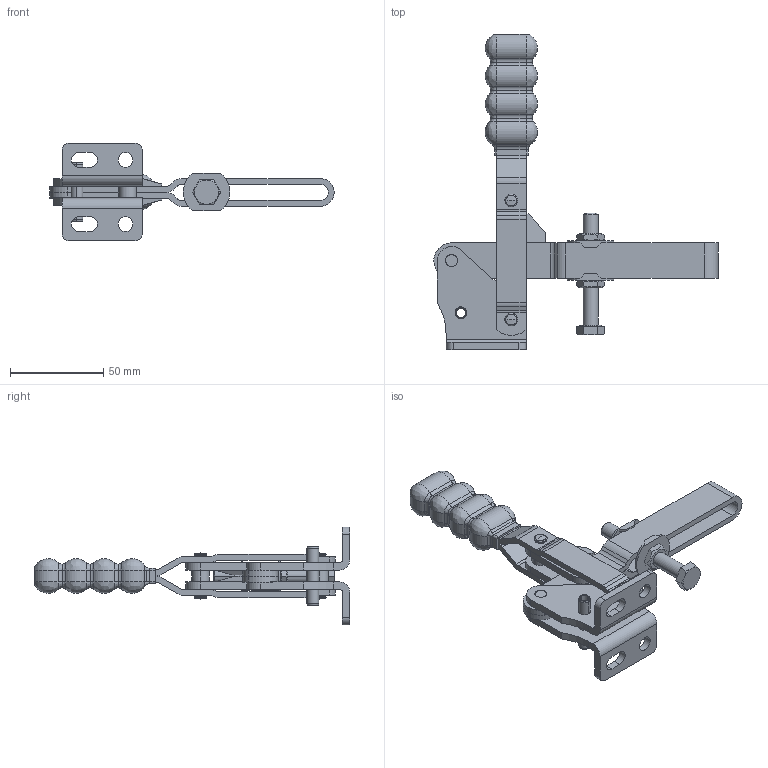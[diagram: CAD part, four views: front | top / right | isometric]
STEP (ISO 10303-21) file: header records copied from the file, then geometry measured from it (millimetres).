
FILE_DESCRIPTION((''),'2;1');
FILE_NAME('MG86UB.stp','2009-11-06T11:24:55',('David'),(''),'Autodesk Inventor 8','Autodesk Inventor 8','');
FILE_SCHEMA(('AUTOMOTIVE_DESIGN { 1 0 10303 214 1 1 1 1 }'));
Length unit declared in the file: millimetre
Products named in the file (7): MG86UB; MG86 B SIDEPLATE ASSEMBLY; MG86 HANDLE ASSEMBLY; MG86 LINK ASSEMBLY; MG86 SLIDER ASSEMBLY; MG86 U-BAR ASSEMBLY; ISO 4017  (Regular Thread) M8 x 60
Assembly tree (6 placements, depth 2):
  MG86UB
    MG86 B SIDEPLATE ASSEMBLY
    MG86 HANDLE ASSEMBLY
    MG86 LINK ASSEMBLY
    MG86 SLIDER ASSEMBLY
    MG86 U-BAR ASSEMBLY
    ISO 4017  (Regular Thread) M8 x 60
Bounding box: 152.41 x 169.19 x 52.5 mm (x, y, z)
Volume: 85547.7 mm3; surface area: 52174.8 mm2
Topology: 8 solids, 8 shells, 748 faces, 2103 edges, 1282 vertices
Faces by surface type: plane 279, cylinder 219, bspline 182, cone 48, torus 16, sphere 4
Entity records: 27204 total; most frequent: CARTESIAN_POINT 7712, ORIENTED_EDGE 4190, DIRECTION 4119, EDGE_CURVE 2095, AXIS2_PLACEMENT_3D 1491, VERTEX_POINT 1282, VECTOR 1137, LINE 1137
